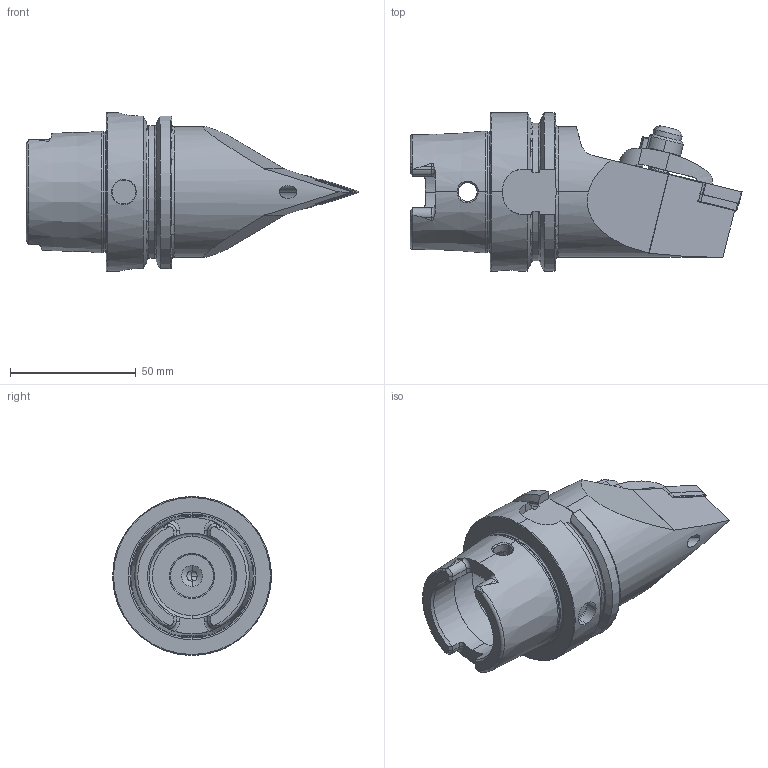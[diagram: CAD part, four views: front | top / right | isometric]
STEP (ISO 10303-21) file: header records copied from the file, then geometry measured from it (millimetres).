
FILE_DESCRIPTION (( 'STEP AP203' ), '1' );
FILE_NAME ('HA6.KVD.NVA.100.STEP', '2018-02-12T15:23:35', ( 'SWIAdmin' ), ( 'Hewlett-Packard Company' ), 'SwSTEP 2.0', 'SolidWorks 2017', '' );
FILE_SCHEMA (( 'CONFIG_CONTROL_DESIGN' ));
Length unit declared in the file: millimetre
Products named in the file (10): VNMG160404; WVD-ER2.101.003_A; WCC-ER3.102.029_C; WCC-ER5.102.012_B; WCC-ER5.102.005_A; WCC-ER4.103.032_A; ISO 13337 - 3 x 12_PreviewCfg; WCB-ER2.001.009_A; HA6-KVD.NVA.100_C; HA6.KVD.NVA.100
Assembly tree (9 placements, depth 2):
  HA6.KVD.NVA.100
    HA6-KVD.NVA.100_C
    VNMG160404
    WVD-ER2.101.003_A
    WCC-ER3.102.029_C
    WCC-ER5.102.012_B
    WCC-ER5.102.005_A
    WCC-ER4.103.032_A
    ISO 13337 - 3 x 12_PreviewCfg
    WCB-ER2.001.009_A
Bounding box: 131.9 x 63 x 63 mm (x, y, z)
Volume: 153510.4 mm3; surface area: 35409.9 mm2
Topology: 9 solids, 9 shells, 439 faces, 1104 edges, 678 vertices
Faces by surface type: cylinder 150, plane 124, cone 87, torus 60, bspline 16, sphere 2
Entity records: 16233 total; most frequent: CARTESIAN_POINT 4961, ORIENTED_EDGE 2192, DIRECTION 2116, EDGE_CURVE 1096, AXIS2_PLACEMENT_3D 852, VERTEX_POINT 678, EDGE_LOOP 466, FACE_OUTER_BOUND 439
